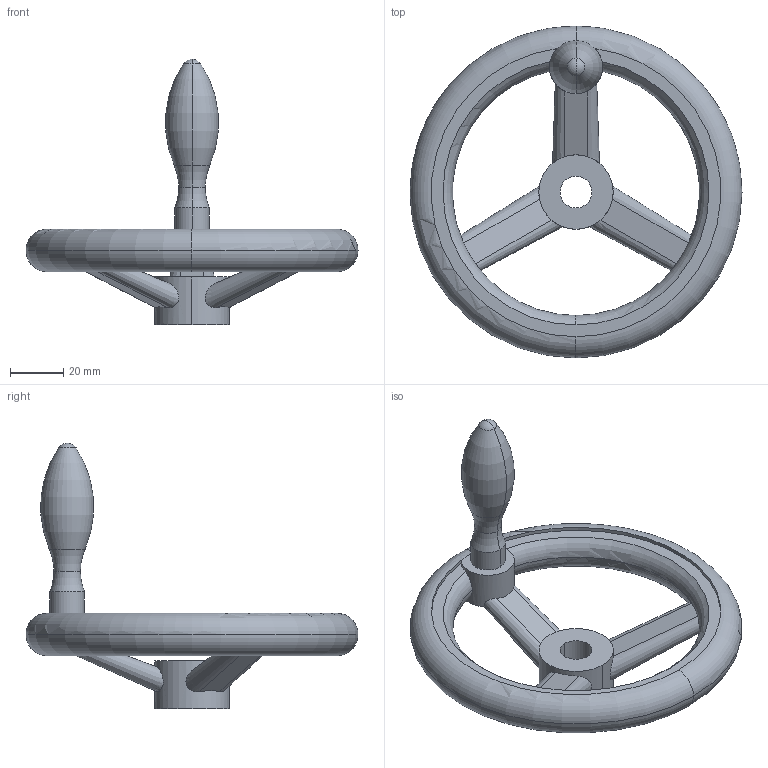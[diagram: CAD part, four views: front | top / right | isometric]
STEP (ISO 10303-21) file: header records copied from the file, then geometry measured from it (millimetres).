
FILE_DESCRIPTION(('STEP AP214'),'1');
FILE_NAME(' ',' ',('TraceParts'),('TraceParts S.A.'),'XStep 1.0',' ',' ');
FILE_SCHEMA(('automotive_design'));
Length unit declared in the file: millimetre
Products named in the file (1): 1
Bounding box: 125 x 125 x 99.99 mm (x, y, z)
Volume: 100557.2 mm3; surface area: 28258.2 mm2
Topology: 1 solids, 1 shells, 45 faces, 122 edges, 75 vertices
Faces by surface type: torus 14, cylinder 12, plane 11, cone 6, sphere 2
Entity records: 3316 total; most frequent: CARTESIAN_POINT 809, DIRECTION 256, STYLED_ITEM 241, PRESENTATION_STYLE_ASSIGNMENT 241, COLOUR_RGB 241, ORIENTED_EDGE 240, EDGE_CURVE 120, CURVE_STYLE 120
